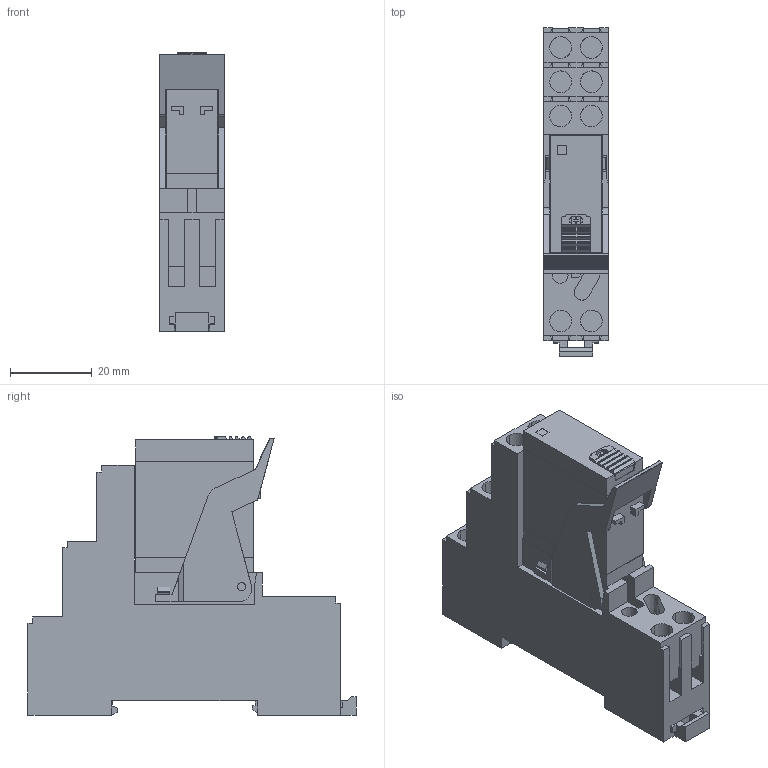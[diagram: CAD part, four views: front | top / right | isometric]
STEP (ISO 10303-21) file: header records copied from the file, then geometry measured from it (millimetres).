
FILE_DESCRIPTION(('CATIA V5 STEP Exchange','CAx-IF Rec.Pracs.--- Model Styling and Organization---1.5--- 2016-08-15','CAx-IF Rec.Pracs.---Supplemental Geometry---1.0---2011-11-01','CAx-IF Rec.Pracs.--- Composite Materials ---1.1---2010-07-15'),'2;1');
FILE_NAME ('9721391_7', '2024-09-23T07:57:28+00:00', ('none'), ('Weidmueller'), 'CATIA Version 5-6 Release 2022 SP4 HF5', 'CATIA V5 STEP AP214 v3', 'none');
FILE_SCHEMA(('AUTOMOTIVE_DESIGN { 1 0 10303 214 1 1 1 1 }'));
Length unit declared in the file: millimetre
Products named in the file (1): S3D_DRIKIT_XXXAC_2CO_LD_PB
Bounding box: 15.8 x 80.15 x 68 mm (x, y, z)
Volume: 50558.2 mm3; surface area: 18226.7 mm2
Topology: 1 solids, 1 shells, 542 faces, 1561 edges, 1040 vertices
Faces by surface type: plane 415, cylinder 125, extrusion 2
Entity records: 18030 total; most frequent: CARTESIAN_POINT 4083, ORIENTED_EDGE 3122, DIRECTION 2194, EDGE_CURVE 1561, VECTOR 1299, LINE 1297, VERTEX_POINT 1040, EDGE_LOOP 565
